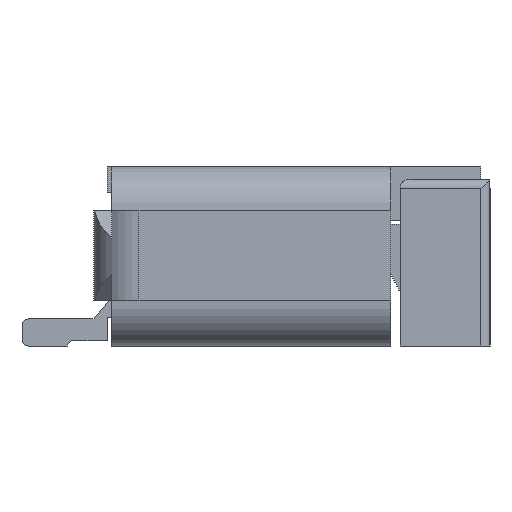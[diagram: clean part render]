
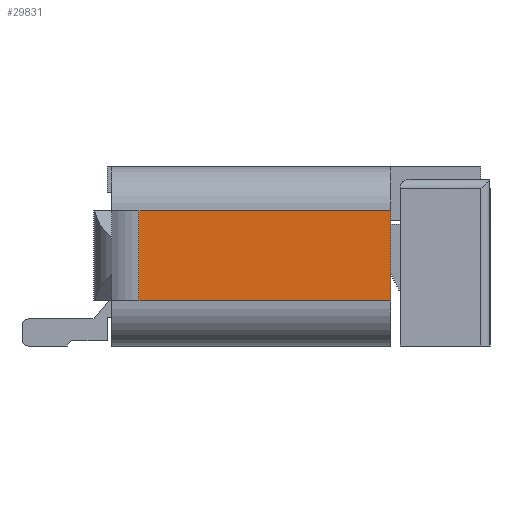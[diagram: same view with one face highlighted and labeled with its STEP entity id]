
A CAD part, left-side view. The second image highlights one B-rep face of the part: STEP entity #29831.
In plain terms, the highlighted planar face has unit normal (-1, 0, 0).
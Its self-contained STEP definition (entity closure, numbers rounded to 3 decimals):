
#29467=CARTESIAN_POINT('',(-8.25,1.3,0.5));
#29468=VERTEX_POINT('',#29467);
#29476=CARTESIAN_POINT('',(-8.25,1.3,1.5));
#29477=VERTEX_POINT('',#29476);
#29478=CARTESIAN_POINT('',(-8.25,1.3,1.5));
#29479=DIRECTION('',(-0.,-0.,-1.));
#29480=VECTOR('',#29479,1.);
#29481=LINE('',#29478,#29480);
#29482=EDGE_CURVE('NONE',#29477,#29468,#29481,.T.);
#29801=CARTESIAN_POINT('',(-8.25,4.291,-0.));
#29802=DIRECTION('',(1.,0.,-0.));
#29803=DIRECTION('',(-0.,1.,0.));
#29804=AXIS2_PLACEMENT_3D('',#29801,#29802,#29803);
#29805=PLANE('',#29804);
#29806=ORIENTED_EDGE('',*,*,#29482,.T.);
#29807=CARTESIAN_POINT('',(-8.25,-1.5,0.5));
#29808=VERTEX_POINT('',#29807);
#29809=CARTESIAN_POINT('',(-8.25,1.3,0.5));
#29810=DIRECTION('',(0.,-1.,-0.));
#29811=VECTOR('',#29810,2.8);
#29812=LINE('',#29809,#29811);
#29813=EDGE_CURVE('NONE',#29468,#29808,#29812,.T.);
#29814=ORIENTED_EDGE('',*,*,#29813,.T.);
#29815=CARTESIAN_POINT('',(-8.25,-1.5,1.5));
#29816=VERTEX_POINT('',#29815);
#29817=CARTESIAN_POINT('',(-8.25,-1.5,0.5));
#29818=DIRECTION('',(0.,0.,1.));
#29819=VECTOR('',#29818,1.);
#29820=LINE('',#29817,#29819);
#29821=EDGE_CURVE('NONE',#29808,#29816,#29820,.T.);
#29822=ORIENTED_EDGE('',*,*,#29821,.T.);
#29823=CARTESIAN_POINT('',(-8.25,1.3,1.5));
#29824=DIRECTION('',(0.,-1.,0.));
#29825=VECTOR('',#29824,2.8);
#29826=LINE('',#29823,#29825);
#29827=EDGE_CURVE('NONE',#29477,#29816,#29826,.T.);
#29828=ORIENTED_EDGE('',*,*,#29827,.F.);
#29829=EDGE_LOOP('',(#29806,#29814,#29822,#29828));
#29830=FACE_BOUND('',#29829,.T.);
#29831=ADVANCED_FACE('NONE',(#29830),#29805,.F.);
